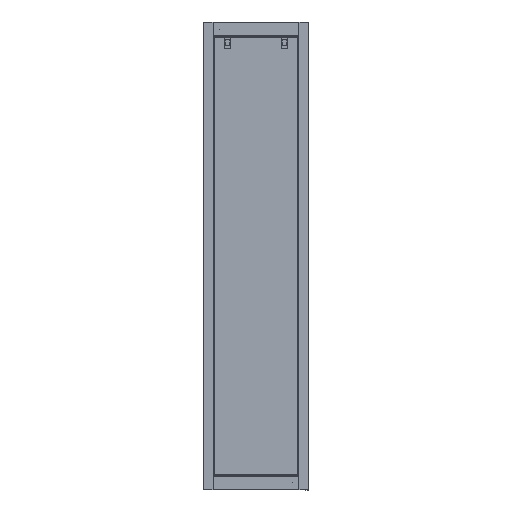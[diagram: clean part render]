
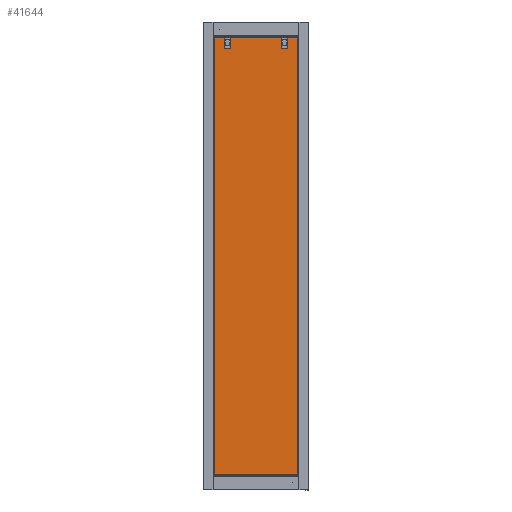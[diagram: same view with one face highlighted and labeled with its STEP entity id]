
A CAD part, top view. The second image highlights one B-rep face of the part: STEP entity #41644.
In plain terms, the highlighted face is planar.
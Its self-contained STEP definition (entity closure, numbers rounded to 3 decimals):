
#787 = EDGE_CURVE ( 'NONE', #31453, #19361, #13056, .T. ) ;
#1040 = ORIENTED_EDGE ( 'NONE', *, *, #39489, .F. ) ;
#1114 = VECTOR ( 'NONE', #9226, 1000. ) ;
#1715 = DIRECTION ( 'NONE',  ( 0., 0., -1. ) ) ;
#1785 = LINE ( 'NONE', #40767, #27752 ) ;
#1911 = EDGE_CURVE ( 'NONE', #40239, #2148, #39225, .T. ) ;
#1988 = VERTEX_POINT ( 'NONE', #40281 ) ;
#2148 = VERTEX_POINT ( 'NONE', #22249 ) ;
#2511 = CARTESIAN_POINT ( 'NONE',  ( 1.141, 1875., -1. ) ) ;
#2642 = EDGE_CURVE ( 'NONE', #19361, #25261, #1785, .T. ) ;
#2903 = CARTESIAN_POINT ( 'NONE',  ( 2., 1.141, -1. ) ) ;
#3382 = DIRECTION ( 'NONE',  ( 0., -1., 0. ) ) ;
#3469 = ORIENTED_EDGE ( 'NONE', *, *, #12828, .T. ) ;
#3583 = EDGE_CURVE ( 'NONE', #25261, #4878, #21356, .T. ) ;
#3601 = VECTOR ( 'NONE', #19179, 1000. ) ;
#4870 = VECTOR ( 'NONE', #26685, 1000. ) ;
#4878 = VERTEX_POINT ( 'NONE', #7232 ) ;
#5500 = CARTESIAN_POINT ( 'NONE',  ( 71., 1865., -1. ) ) ;
#5698 = LINE ( 'NONE', #2903, #16132 ) ;
#7232 = CARTESIAN_POINT ( 'NONE',  ( 71., 1865., -1. ) ) ;
#7605 = CARTESIAN_POINT ( 'NONE',  ( 316., 1865., -1. ) ) ;
#7822 = ORIENTED_EDGE ( 'NONE', *, *, #1911, .F. ) ;
#8339 = LINE ( 'NONE', #18199, #36269 ) ;
#9135 = DIRECTION ( 'NONE',  ( 0., 1., 0. ) ) ;
#9226 = DIRECTION ( 'NONE',  ( 0., -1., 0. ) ) ;
#9911 = ORIENTED_EDGE ( 'NONE', *, *, #31161, .T. ) ;
#10260 = VECTOR ( 'NONE', #41686, 1000. ) ;
#10907 = VECTOR ( 'NONE', #39422, 1000. ) ;
#12326 = AXIS2_PLACEMENT_3D ( 'NONE', #31041, #1715, #14773 ) ;
#12606 = CARTESIAN_POINT ( 'NONE',  ( 2., 1875., -1. ) ) ;
#12828 = EDGE_CURVE ( 'NONE', #33923, #1988, #25004, .T. ) ;
#13056 = LINE ( 'NONE', #29776, #30453 ) ;
#13333 = ORIENTED_EDGE ( 'NONE', *, *, #28334, .F. ) ;
#13611 = LINE ( 'NONE', #7605, #4870 ) ;
#14216 = VERTEX_POINT ( 'NONE', #23495 ) ;
#14644 = DIRECTION ( 'NONE',  ( -1., 0., 0. ) ) ;
#14651 = EDGE_CURVE ( 'NONE', #35778, #35222, #16809, .T. ) ;
#14773 = DIRECTION ( 'NONE',  ( -1., 0., 0. ) ) ;
#14867 = DIRECTION ( 'NONE',  ( 0., -1., 0. ) ) ;
#15587 = FACE_OUTER_BOUND ( 'NONE', #17008, .T. ) ;
#15891 = VECTOR ( 'NONE', #14867, 1000. ) ;
#16132 = VECTOR ( 'NONE', #9135, 1000. ) ;
#16809 = LINE ( 'NONE', #27310, #26845 ) ;
#17008 = EDGE_LOOP ( 'NONE', ( #31368, #39360, #9911, #3469 ) ) ;
#17979 = PLANE ( 'NONE',  #12326 ) ;
#18199 = CARTESIAN_POINT ( 'NONE',  ( 359., 1875.859, -1. ) ) ;
#18635 = CARTESIAN_POINT ( 'NONE',  ( 316., 1865., -1. ) ) ;
#19179 = DIRECTION ( 'NONE',  ( 1., 0., 0. ) ) ;
#19361 = VERTEX_POINT ( 'NONE', #31526 ) ;
#20800 = CARTESIAN_POINT ( 'NONE',  ( 45., 1865., -1. ) ) ;
#21356 = LINE ( 'NONE', #5500, #10260 ) ;
#21417 = EDGE_CURVE ( 'NONE', #4878, #31453, #35701, .T. ) ;
#22022 = FACE_BOUND ( 'NONE', #31742, .T. ) ;
#22249 = CARTESIAN_POINT ( 'NONE',  ( 290., 1865., -1. ) ) ;
#22616 = CARTESIAN_POINT ( 'NONE',  ( 2., 2., -1. ) ) ;
#23495 = CARTESIAN_POINT ( 'NONE',  ( 316., 1865., -1. ) ) ;
#24037 = CARTESIAN_POINT ( 'NONE',  ( 359., 2., -1. ) ) ;
#25000 = VERTEX_POINT ( 'NONE', #31319 ) ;
#25004 = LINE ( 'NONE', #2511, #3601 ) ;
#25261 = VERTEX_POINT ( 'NONE', #20800 ) ;
#26128 = DIRECTION ( 'NONE',  ( -1., 0., 0. ) ) ;
#26311 = VECTOR ( 'NONE', #32786, 1000. ) ;
#26385 = EDGE_CURVE ( 'NONE', #25000, #40239, #39188, .T. ) ;
#26685 = DIRECTION ( 'NONE',  ( 1., 0., 0. ) ) ;
#26845 = VECTOR ( 'NONE', #14644, 1000. ) ;
#27310 = CARTESIAN_POINT ( 'NONE',  ( 359.859, 2., -1. ) ) ;
#27752 = VECTOR ( 'NONE', #37546, 1000. ) ;
#28334 = EDGE_CURVE ( 'NONE', #2148, #14216, #13611, .T. ) ;
#28901 = LINE ( 'NONE', #18635, #1114 ) ;
#29776 = CARTESIAN_POINT ( 'NONE',  ( 71., 1827., -1. ) ) ;
#30453 = VECTOR ( 'NONE', #26128, 1000. ) ;
#31041 = CARTESIAN_POINT ( 'NONE',  ( 0., 0., -1. ) ) ;
#31161 = EDGE_CURVE ( 'NONE', #35222, #33923, #5698, .T. ) ;
#31319 = CARTESIAN_POINT ( 'NONE',  ( 316., 1827., -1. ) ) ;
#31368 = ORIENTED_EDGE ( 'NONE', *, *, #41661, .T. ) ;
#31453 = VERTEX_POINT ( 'NONE', #33944 ) ;
#31526 = CARTESIAN_POINT ( 'NONE',  ( 45., 1827., -1. ) ) ;
#31742 = EDGE_LOOP ( 'NONE', ( #1040, #13333, #7822, #39268 ) ) ;
#32131 = CARTESIAN_POINT ( 'NONE',  ( 290., 1865., -1. ) ) ;
#32786 = DIRECTION ( 'NONE',  ( 0., 1., 0. ) ) ;
#32940 = CARTESIAN_POINT ( 'NONE',  ( 290., 1827., -1. ) ) ;
#33923 = VERTEX_POINT ( 'NONE', #12606 ) ;
#33944 = CARTESIAN_POINT ( 'NONE',  ( 71., 1827., -1. ) ) ;
#34051 = EDGE_LOOP ( 'NONE', ( #36598, #37896, #42179, #40255 ) ) ;
#35222 = VERTEX_POINT ( 'NONE', #22616 ) ;
#35701 = LINE ( 'NONE', #40797, #15891 ) ;
#35778 = VERTEX_POINT ( 'NONE', #24037 ) ;
#36175 = CARTESIAN_POINT ( 'NONE',  ( 316., 1827., -1. ) ) ;
#36269 = VECTOR ( 'NONE', #3382, 1000. ) ;
#36598 = ORIENTED_EDGE ( 'NONE', *, *, #21417, .F. ) ;
#37546 = DIRECTION ( 'NONE',  ( 0., 1., 0. ) ) ;
#37896 = ORIENTED_EDGE ( 'NONE', *, *, #3583, .F. ) ;
#38313 = FACE_BOUND ( 'NONE', #34051, .T. ) ;
#39188 = LINE ( 'NONE', #36175, #10907 ) ;
#39225 = LINE ( 'NONE', #32131, #26311 ) ;
#39268 = ORIENTED_EDGE ( 'NONE', *, *, #26385, .F. ) ;
#39360 = ORIENTED_EDGE ( 'NONE', *, *, #14651, .T. ) ;
#39422 = DIRECTION ( 'NONE',  ( -1., 0., 0. ) ) ;
#39489 = EDGE_CURVE ( 'NONE', #14216, #25000, #28901, .T. ) ;
#40239 = VERTEX_POINT ( 'NONE', #32940 ) ;
#40255 = ORIENTED_EDGE ( 'NONE', *, *, #787, .F. ) ;
#40281 = CARTESIAN_POINT ( 'NONE',  ( 359., 1875., -1. ) ) ;
#40767 = CARTESIAN_POINT ( 'NONE',  ( 45., 1865., -1. ) ) ;
#40797 = CARTESIAN_POINT ( 'NONE',  ( 71., 1865., -1. ) ) ;
#41644 = ADVANCED_FACE ( 'NONE', ( #38313, #22022, #15587 ), #17979, .T. ) ;
#41661 = EDGE_CURVE ( 'NONE', #1988, #35778, #8339, .T. ) ;
#41686 = DIRECTION ( 'NONE',  ( 1., 0., 0. ) ) ;
#42179 = ORIENTED_EDGE ( 'NONE', *, *, #2642, .F. ) ;
